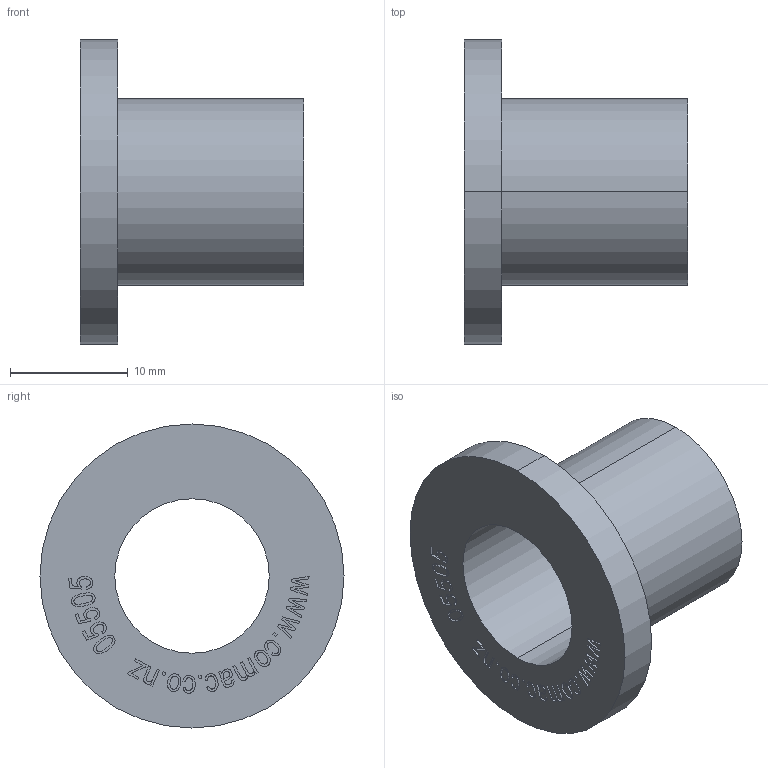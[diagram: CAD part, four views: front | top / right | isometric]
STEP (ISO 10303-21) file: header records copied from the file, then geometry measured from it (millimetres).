
FILE_DESCRIPTION (( 'STEP AP214' ), '1' );
FILE_NAME ('05505-Shouldered Bush Nylon Charcoal 1_2 Inch 5_8.STEP', '2018-12-04T20:10:22', ( '' ), ( '' ), 'SwSTEP 2.0', 'SolidWorks 2018', '' );
FILE_SCHEMA (( 'AUTOMOTIVE_DESIGN' ));
Length unit declared in the file: millimetre
Products named in the file (2): 05505-Shouldered Bush Nylon Charcoal 1_2 Inch 5_8
Bounding box: 19 x 25.8 x 25.8 mm (x, y, z)
Volume: 2237.8 mm3; surface area: 2642.8 mm2
Topology: 1 solids, 1 shells, 273 faces, 735 edges, 490 vertices
Faces by surface type: plane 156, bspline 111, cylinder 6
Entity records: 14728 total; most frequent: CARTESIAN_POINT 8571, ORIENTED_EDGE 1470, DIRECTION 853, EDGE_CURVE 735, LINE 501, VECTOR 501, VERTEX_POINT 490, EDGE_LOOP 301
